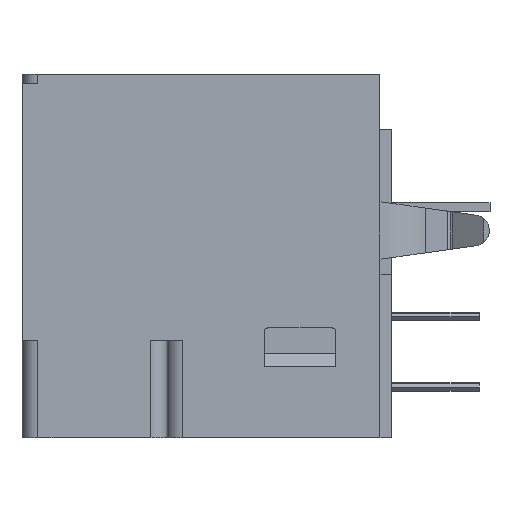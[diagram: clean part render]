
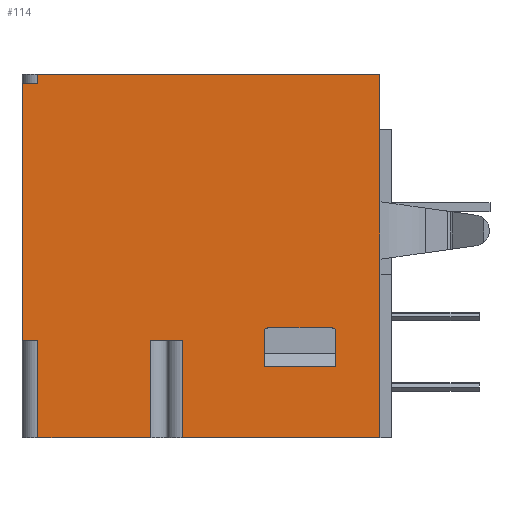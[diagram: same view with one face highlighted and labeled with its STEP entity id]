
A CAD part, left-side view. The second image highlights one B-rep face of the part: STEP entity #114.
In plain terms, the highlighted planar face has unit normal (-1, 0, 0).
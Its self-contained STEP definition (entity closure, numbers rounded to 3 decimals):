
#114=ADVANCED_FACE('',(#755,#756),#757,.T.);
#755=FACE_OUTER_BOUND('',#1912,.T.);
#756=FACE_BOUND('',#1913,.T.);
#757=PLANE('',#1914);
#1912=EDGE_LOOP('',(#5524,#5525,#5526,#5527,#5528,#5529,#5530,#5531,#5532,#5533,#5534,#5535,#5536,#5537));
#1913=EDGE_LOOP('',(#5538,#5539,#5540,#5541,#5542,#5543));
#1914=AXIS2_PLACEMENT_3D('',#5544,#5545,#5546);
#5524=ORIENTED_EDGE('',*,*,#9853,.F.);
#5525=ORIENTED_EDGE('',*,*,#9858,.T.);
#5526=ORIENTED_EDGE('',*,*,#9811,.T.);
#5527=ORIENTED_EDGE('',*,*,#9859,.F.);
#5528=ORIENTED_EDGE('',*,*,#9850,.F.);
#5529=ORIENTED_EDGE('',*,*,#9749,.T.);
#5530=ORIENTED_EDGE('',*,*,#9860,.F.);
#5531=ORIENTED_EDGE('',*,*,#9755,.T.);
#5532=ORIENTED_EDGE('',*,*,#9723,.F.);
#5533=ORIENTED_EDGE('',*,*,#9857,.F.);
#5534=ORIENTED_EDGE('',*,*,#9861,.F.);
#5535=ORIENTED_EDGE('',*,*,#9818,.T.);
#5536=ORIENTED_EDGE('',*,*,#9809,.T.);
#5537=ORIENTED_EDGE('',*,*,#9855,.F.);
#5538=ORIENTED_EDGE('',*,*,#9862,.T.);
#5539=ORIENTED_EDGE('',*,*,#9863,.T.);
#5540=ORIENTED_EDGE('',*,*,#9864,.T.);
#5541=ORIENTED_EDGE('',*,*,#9865,.T.);
#5542=ORIENTED_EDGE('',*,*,#9866,.T.);
#5543=ORIENTED_EDGE('',*,*,#9867,.T.);
#5544=CARTESIAN_POINT('',(-6.988,-5.961,-12.827));
#5545=DIRECTION('',(-1.0,0.0,0.0));
#5546=DIRECTION('',(0.0,0.0,1.0));
#9723=EDGE_CURVE('',#11491,#11493,#11494,.T.);
#9749=EDGE_CURVE('',#11540,#11538,#11541,.T.);
#9755=EDGE_CURVE('',#11550,#11493,#11551,.T.);
#9809=EDGE_CURVE('',#11642,#11639,#11643,.T.);
#9811=EDGE_CURVE('',#11645,#11646,#11647,.T.);
#9818=EDGE_CURVE('',#11658,#11642,#11659,.T.);
#9850=EDGE_CURVE('',#11540,#11713,#11714,.T.);
#9853=EDGE_CURVE('',#11717,#11719,#11720,.T.);
#9855=EDGE_CURVE('',#11719,#11639,#11722,.T.);
#9857=EDGE_CURVE('',#11723,#11491,#11725,.T.);
#9858=EDGE_CURVE('',#11717,#11645,#11726,.T.);
#9859=EDGE_CURVE('',#11713,#11646,#11727,.T.);
#9860=EDGE_CURVE('',#11550,#11538,#11728,.T.);
#9861=EDGE_CURVE('',#11658,#11723,#11729,.T.);
#9862=EDGE_CURVE('',#11730,#11731,#11732,.T.);
#9863=EDGE_CURVE('',#11731,#11733,#11734,.T.);
#9864=EDGE_CURVE('',#11733,#11735,#11736,.T.);
#9865=EDGE_CURVE('',#11735,#11737,#11738,.T.);
#9866=EDGE_CURVE('',#11737,#11739,#11740,.T.);
#9867=EDGE_CURVE('',#11739,#11730,#11741,.T.);
#11491=VERTEX_POINT('',#14328);
#11493=VERTEX_POINT('',#14330);
#11494=LINE('',#14331,#14332);
#11538=VERTEX_POINT('',#14385);
#11540=VERTEX_POINT('',#14388);
#11541=LINE('',#14389,#14390);
#11550=VERTEX_POINT('',#14404);
#11551=LINE('',#14405,#14406);
#11639=VERTEX_POINT('',#14585);
#11642=VERTEX_POINT('',#14588);
#11643=LINE('',#14589,#14590);
#11645=VERTEX_POINT('',#14593);
#11646=VERTEX_POINT('',#14594);
#11647=LINE('',#14595,#14596);
#11658=VERTEX_POINT('',#14609);
#11659=LINE('',#14610,#14611);
#11713=VERTEX_POINT('',#14693);
#11714=LINE('',#14694,#14695);
#11717=VERTEX_POINT('',#14698);
#11719=VERTEX_POINT('',#14700);
#11720=LINE('',#14701,#14702);
#11722=LINE('',#14704,#14705);
#11723=VERTEX_POINT('',#14706);
#11725=LINE('',#14708,#14709);
#11726=LINE('',#14710,#14711);
#11727=LINE('',#14712,#14713);
#11728=LINE('',#14714,#14715);
#11729=LINE('',#14716,#14717);
#11730=VERTEX_POINT('',#14718);
#11731=VERTEX_POINT('',#14719);
#11732=LINE('',#14720,#14721);
#11733=VERTEX_POINT('',#14722);
#11734=LINE('',#14723,#14724);
#11735=VERTEX_POINT('',#14725);
#11736=CIRCLE('',#14726,0.127);
#11737=VERTEX_POINT('',#14727);
#11738=LINE('',#14728,#14729);
#11739=VERTEX_POINT('',#14730);
#11740=CIRCLE('',#14731,0.127);
#11741=LINE('',#14732,#14733);
#14328=CARTESIAN_POINT('',(-6.988,6.121,0.0));
#14330=CARTESIAN_POINT('',(-6.988,-5.961,0.0));
#14331=CARTESIAN_POINT('',(-6.988,6.121,0.0));
#14332=VECTOR('',#18265,12.083);
#14385=CARTESIAN_POINT('',(-6.988,-5.961,-6.528));
#14388=CARTESIAN_POINT('',(-6.988,-5.961,-12.827));
#14389=CARTESIAN_POINT('',(-6.988,-5.961,-12.827));
#14390=VECTOR('',#18321,6.299);
#14404=CARTESIAN_POINT('',(-6.988,-5.961,-4.496));
#14405=CARTESIAN_POINT('',(-6.988,-5.961,-4.496));
#14406=VECTOR('',#18327,4.496);
#14585=CARTESIAN_POINT('',(-6.988,6.121,-9.398));
#14588=CARTESIAN_POINT('',(-6.988,6.683,-9.398));
#14589=CARTESIAN_POINT('',(-6.988,6.683,-9.398));
#14590=VECTOR('',#18385,0.561);
#14593=CARTESIAN_POINT('',(-6.988,2.134,-9.398));
#14594=CARTESIAN_POINT('',(-6.988,1.011,-9.398));
#14595=CARTESIAN_POINT('',(-6.988,2.134,-9.398));
#14596=VECTOR('',#18387,1.123);
#14609=CARTESIAN_POINT('',(-6.988,6.683,-0.32));
#14610=CARTESIAN_POINT('',(-6.988,6.683,-0.32));
#14611=VECTOR('',#18402,9.078);
#14693=CARTESIAN_POINT('',(-6.988,1.011,-12.827));
#14694=CARTESIAN_POINT('',(-6.988,-5.961,-12.827));
#14695=VECTOR('',#18440,6.972);
#14698=CARTESIAN_POINT('',(-6.988,2.134,-12.827));
#14700=CARTESIAN_POINT('',(-6.988,6.121,-12.827));
#14701=CARTESIAN_POINT('',(-6.988,2.134,-12.827));
#14702=VECTOR('',#18447,3.988);
#14704=CARTESIAN_POINT('',(-6.988,6.121,-12.827));
#14705=VECTOR('',#18451,3.429);
#14706=CARTESIAN_POINT('',(-6.988,6.121,-0.32));
#14708=CARTESIAN_POINT('',(-6.988,6.121,-0.32));
#14709=VECTOR('',#18455,0.32);
#14710=CARTESIAN_POINT('',(-6.988,2.134,-12.827));
#14711=VECTOR('',#18456,3.429);
#14712=CARTESIAN_POINT('',(-6.988,1.011,-12.827));
#14713=VECTOR('',#18457,3.429);
#14714=CARTESIAN_POINT('',(-6.988,-5.961,-4.496));
#14715=VECTOR('',#18458,2.032);
#14716=CARTESIAN_POINT('',(-6.988,6.683,-0.32));
#14717=VECTOR('',#18459,0.561);
#14718=CARTESIAN_POINT('',(-6.988,-4.407,-10.328));
#14719=CARTESIAN_POINT('',(-6.988,-1.867,-10.328));
#14720=CARTESIAN_POINT('',(-6.988,-4.407,-10.328));
#14721=VECTOR('',#18460,2.54);
#14722=CARTESIAN_POINT('',(-6.988,-1.867,-9.083));
#14723=CARTESIAN_POINT('',(-6.988,-1.867,-10.328));
#14724=VECTOR('',#18461,1.245);
#14725=CARTESIAN_POINT('',(-6.988,-1.994,-8.956));
#14726=AXIS2_PLACEMENT_3D('',#18462,#18463,#18464);
#14727=CARTESIAN_POINT('',(-6.988,-4.28,-8.956));
#14728=CARTESIAN_POINT('',(-6.988,-1.994,-8.956));
#14729=VECTOR('',#18465,2.286);
#14730=CARTESIAN_POINT('',(-6.988,-4.407,-9.083));
#14731=AXIS2_PLACEMENT_3D('',#18466,#18467,#18468);
#14732=CARTESIAN_POINT('',(-6.988,-4.407,-9.083));
#14733=VECTOR('',#18469,1.245);
#18265=DIRECTION('',(0.0,-1.0,0.0));
#18321=DIRECTION('',(0.0,0.0,1.0));
#18327=DIRECTION('',(0.0,0.0,1.0));
#18385=DIRECTION('',(0.0,-1.0,0.0));
#18387=DIRECTION('',(0.0,-1.0,0.0));
#18402=DIRECTION('',(0.0,0.0,-1.0));
#18440=DIRECTION('',(0.0,1.0,0.0));
#18447=DIRECTION('',(0.0,1.0,0.0));
#18451=DIRECTION('',(0.0,0.0,1.0));
#18455=DIRECTION('',(0.0,0.,1.0));
#18456=DIRECTION('',(0.0,0.0,1.0));
#18457=DIRECTION('',(0.0,0.0,1.0));
#18458=DIRECTION('',(0.0,0.0,-1.0));
#18459=DIRECTION('',(0.0,-1.0,0.0));
#18460=DIRECTION('',(0.0,1.0,0.0));
#18461=DIRECTION('',(0.0,0.0,1.0));
#18462=CARTESIAN_POINT('',(-6.988,-1.994,-9.083));
#18463=DIRECTION('',(1.0,0.0,0.0));
#18464=DIRECTION('',(0.0,1.0,0.0));
#18465=DIRECTION('',(0.0,-1.0,0.0));
#18466=CARTESIAN_POINT('',(-6.988,-4.28,-9.083));
#18467=DIRECTION('',(1.0,0.0,0.0));
#18468=DIRECTION('',(0.0,0.,1.0));
#18469=DIRECTION('',(0.0,0.0,-1.0));
